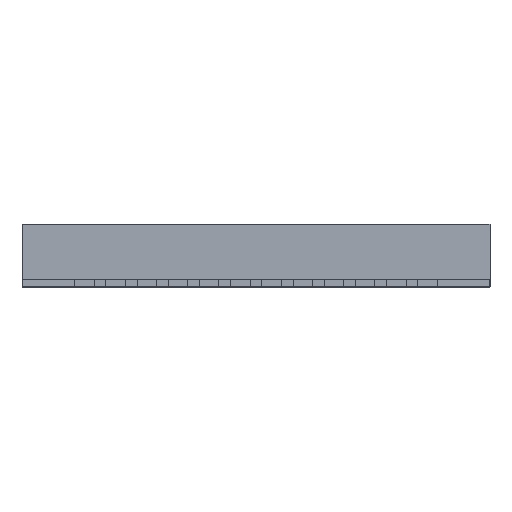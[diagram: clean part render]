
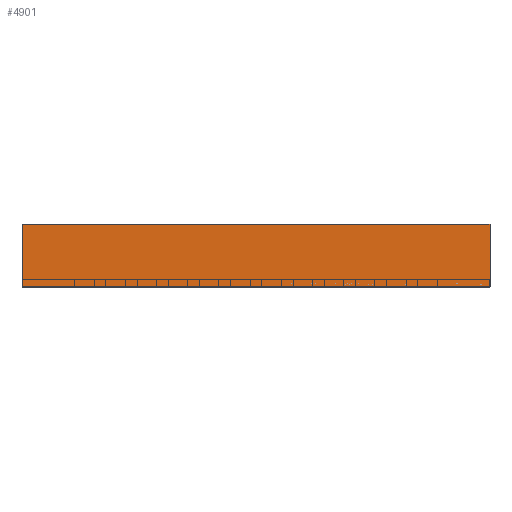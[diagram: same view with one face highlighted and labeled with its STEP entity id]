
A CAD part, front view. The second image highlights one B-rep face of the part: STEP entity #4901.
In plain terms, the highlighted planar face has unit normal (0, -1, 0).
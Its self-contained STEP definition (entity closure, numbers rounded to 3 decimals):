
#235 = EDGE_CURVE ( 'NONE', #9816, #16914, #11735, .T. ) ;
#386 = EDGE_CURVE ( 'NONE', #9974, #9816, #13794, .T. ) ;
#2379 = DIRECTION ( 'NONE',  ( 0., 1., 0. ) ) ;
#2962 = VECTOR ( 'NONE', #16903, 1000. ) ;
#3697 = CARTESIAN_POINT ( 'NONE',  ( -3., -3., 0. ) ) ;
#3921 = LINE ( 'NONE', #16178, #2962 ) ;
#4901 = ADVANCED_FACE ( 'NONE', ( #10085 ), #11191, .F. ) ;
#4910 = CARTESIAN_POINT ( 'NONE',  ( 3., -3., 0.8 ) ) ;
#4948 = DIRECTION ( 'NONE',  ( 0., 0., -1. ) ) ;
#5033 = ORIENTED_EDGE ( 'NONE', *, *, #18360, .F. ) ;
#6183 = CARTESIAN_POINT ( 'NONE',  ( -3., -3., 0.8 ) ) ;
#6903 = CARTESIAN_POINT ( 'NONE',  ( -3., -3., 0.8 ) ) ;
#7005 = CARTESIAN_POINT ( 'NONE',  ( -3., -3., 0. ) ) ;
#7079 = AXIS2_PLACEMENT_3D ( 'NONE', #6903, #2379, #8302 ) ;
#8033 = CARTESIAN_POINT ( 'NONE',  ( -3., -3., 0.8 ) ) ;
#8302 = DIRECTION ( 'NONE',  ( 0., 0., 1. ) ) ;
#8542 = LINE ( 'NONE', #8033, #14843 ) ;
#8958 = EDGE_CURVE ( 'NONE', #9974, #18707, #8542, .T. ) ;
#9376 = DIRECTION ( 'NONE',  ( 1., 0., 0. ) ) ;
#9790 = ORIENTED_EDGE ( 'NONE', *, *, #235, .T. ) ;
#9816 = VERTEX_POINT ( 'NONE', #7005 ) ;
#9823 = VECTOR ( 'NONE', #4948, 1000. ) ;
#9974 = VERTEX_POINT ( 'NONE', #6183 ) ;
#10085 = FACE_OUTER_BOUND ( 'NONE', #18736, .T. ) ;
#11191 = PLANE ( 'NONE',  #7079 ) ;
#11735 = LINE ( 'NONE', #3697, #12161 ) ;
#12161 = VECTOR ( 'NONE', #15626, 1000. ) ;
#13794 = LINE ( 'NONE', #18116, #9823 ) ;
#14843 = VECTOR ( 'NONE', #9376, 1000. ) ;
#15626 = DIRECTION ( 'NONE',  ( 1., 0., 0. ) ) ;
#15763 = CARTESIAN_POINT ( 'NONE',  ( 3., -3., 0. ) ) ;
#15843 = ORIENTED_EDGE ( 'NONE', *, *, #386, .T. ) ;
#16178 = CARTESIAN_POINT ( 'NONE',  ( 3., -3., 0.8 ) ) ;
#16903 = DIRECTION ( 'NONE',  ( 0., 0., -1. ) ) ;
#16914 = VERTEX_POINT ( 'NONE', #15763 ) ;
#18116 = CARTESIAN_POINT ( 'NONE',  ( -3., -3., 0.8 ) ) ;
#18360 = EDGE_CURVE ( 'NONE', #18707, #16914, #3921, .T. ) ;
#18707 = VERTEX_POINT ( 'NONE', #4910 ) ;
#18736 = EDGE_LOOP ( 'NONE', ( #9790, #5033, #19247, #15843 ) ) ;
#19247 = ORIENTED_EDGE ( 'NONE', *, *, #8958, .F. ) ;
